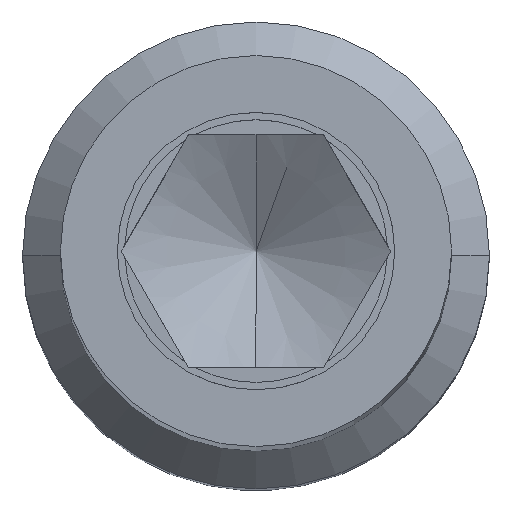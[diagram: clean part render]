
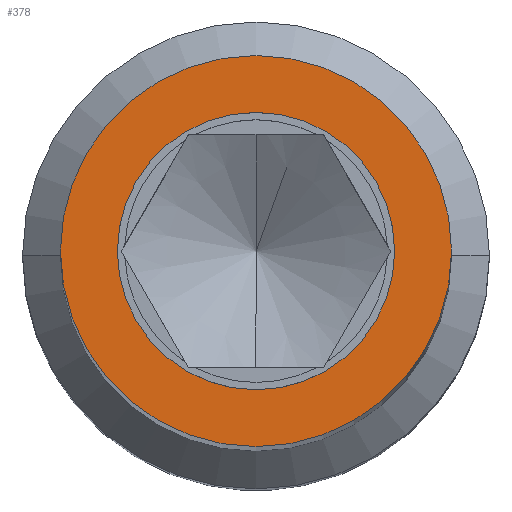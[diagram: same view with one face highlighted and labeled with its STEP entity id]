
A CAD part, top view. The second image highlights one B-rep face of the part: STEP entity #378.
In plain terms, the highlighted planar face has unit normal (0, 0, 1).
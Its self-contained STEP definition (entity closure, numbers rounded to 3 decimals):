
#378=ADVANCED_FACE('',(#959,#960),#961,.T.);
#462=VERTEX_POINT('',#1070);
#470=VERTEX_POINT('',#1078);
#474=EDGE_CURVE('',#462,#470,#1082,.T.);
#522=VERTEX_POINT('',#1130);
#530=VERTEX_POINT('',#1138);
#534=EDGE_CURVE('',#522,#530,#1142,.T.);
#658=EDGE_CURVE('',#530,#522,#1266,.T.);
#722=EDGE_CURVE('',#470,#462,#1330,.T.);
#959=FACE_OUTER_BOUND('',#1568,.T.);
#960=FACE_BOUND('',#1569,.T.);
#961=PLANE('',#1570);
#1070=CARTESIAN_POINT('',(-6.7,0.,141.0));
#1078=CARTESIAN_POINT('',(6.7,0.,141.0));
#1082=CIRCLE('',#1725,6.7);
#1130=CARTESIAN_POINT('',(4.75,0.,141.0));
#1138=CARTESIAN_POINT('',(-4.75,0.0,141.0));
#1142=CIRCLE('',#1809,4.75);
#1266=CIRCLE('',#1986,4.75);
#1330=CIRCLE('',#2100,6.7);
#1568=EDGE_LOOP('',(#2626,#2627));
#1569=EDGE_LOOP('',(#2628,#2629));
#1570=AXIS2_PLACEMENT_3D('',#2630,#2631,#2632);
#1725=AXIS2_PLACEMENT_3D('',#2763,#2764,#2765);
#1809=AXIS2_PLACEMENT_3D('',#2795,#2796,#2797);
#1986=AXIS2_PLACEMENT_3D('',#2864,#2865,#2866);
#2100=AXIS2_PLACEMENT_3D('',#2894,#2895,#2896);
#2626=ORIENTED_EDGE('',*,*,#474,.T.);
#2627=ORIENTED_EDGE('',*,*,#722,.T.);
#2628=ORIENTED_EDGE('',*,*,#658,.T.);
#2629=ORIENTED_EDGE('',*,*,#534,.T.);
#2630=CARTESIAN_POINT('',(-3.35,0.,141.0));
#2631=DIRECTION('',(0.0,0.0,1.0));
#2632=DIRECTION('',(1.0,-0.0,0.0));
#2763=CARTESIAN_POINT('',(0.0,0.,141.0));
#2764=DIRECTION('',(0.0,0.0,1.0));
#2765=DIRECTION('',(-1.0,0.,0.0));
#2795=CARTESIAN_POINT('',(0.0,0.0,141.0));
#2796=DIRECTION('',(0.0,0.0,-1.0));
#2797=DIRECTION('',(1.0,0.0,0.0));
#2864=CARTESIAN_POINT('',(0.0,0.0,141.0));
#2865=DIRECTION('',(0.0,0.0,-1.0));
#2866=DIRECTION('',(1.0,0.0,0.0));
#2894=CARTESIAN_POINT('',(0.0,0.,141.0));
#2895=DIRECTION('',(0.0,0.0,1.0));
#2896=DIRECTION('',(-1.0,0.,0.0));
